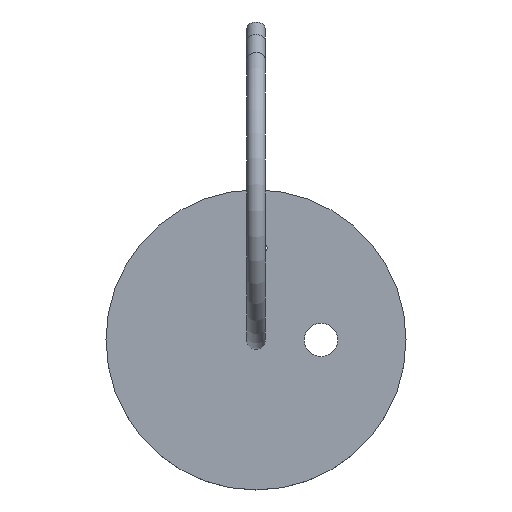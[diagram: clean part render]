
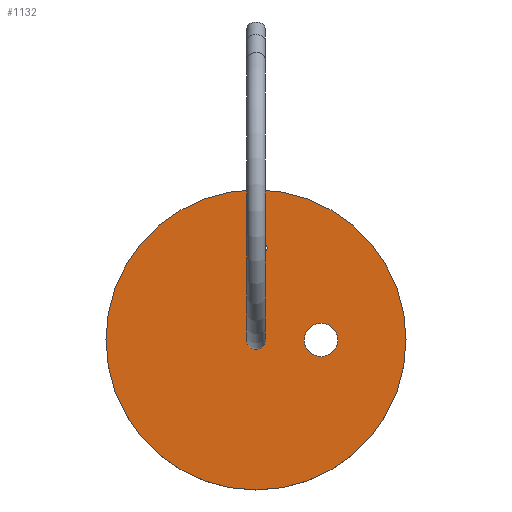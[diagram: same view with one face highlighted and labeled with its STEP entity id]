
A CAD part, top view. The second image highlights one B-rep face of the part: STEP entity #1132.
In plain terms, the highlighted planar face has unit normal (0, 0, 1).
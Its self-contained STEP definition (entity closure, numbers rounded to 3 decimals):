
#81=FACE_BOUND('',#280,.T.);
#82=FACE_BOUND('',#281,.T.);
#130=CIRCLE('',#1257,7.071);
#133=CIRCLE('',#1261,1.75);
#136=CIRCLE('',#1267,63.5);
#201=FACE_OUTER_BOUND('',#279,.T.);
#279=EDGE_LOOP('',(#1028));
#280=EDGE_LOOP('',(#1029));
#281=EDGE_LOOP('',(#1030));
#554=VERTEX_POINT('',#2015);
#557=VERTEX_POINT('',#2023);
#560=VERTEX_POINT('',#2034);
#707=EDGE_CURVE('',#554,#554,#130,.T.);
#712=EDGE_CURVE('',#557,#557,#133,.T.);
#716=EDGE_CURVE('',#560,#560,#136,.T.);
#1028=ORIENTED_EDGE('',*,*,#716,.T.);
#1029=ORIENTED_EDGE('',*,*,#707,.T.);
#1030=ORIENTED_EDGE('',*,*,#712,.T.);
#1067=PLANE('',#1269);
#1132=ADVANCED_FACE('',(#201,#81,#82),#1067,.T.);
#1257=AXIS2_PLACEMENT_3D('',#2016,#1590,#1591);
#1261=AXIS2_PLACEMENT_3D('',#2025,#1600,#1601);
#1267=AXIS2_PLACEMENT_3D('',#2035,#1613,#1614);
#1269=AXIS2_PLACEMENT_3D('',#2039,#1618,#1619);
#1590=DIRECTION('center_axis',(0.,0.,-1.));
#1591=DIRECTION('ref_axis',(-1.,0.,0.));
#1600=DIRECTION('center_axis',(0.,0.,-1.));
#1601=DIRECTION('ref_axis',(1.,0.,0.));
#1613=DIRECTION('center_axis',(0.,0.,1.));
#1614=DIRECTION('ref_axis',(-1.,0.,0.));
#1618=DIRECTION('center_axis',(0.,0.,1.));
#1619=DIRECTION('ref_axis',(-1.,0.,0.));
#2015=CARTESIAN_POINT('',(102.071,-60.,169.8));
#2016=CARTESIAN_POINT('Origin',(95.,-60.,169.8));
#2023=CARTESIAN_POINT('',(68.709,-21.08,169.8));
#2025=CARTESIAN_POINT('Origin',(70.459,-21.08,169.8));
#2034=CARTESIAN_POINT('',(131.,-60.,169.8));
#2035=CARTESIAN_POINT('Origin',(67.5,-60.,169.8));
#2039=CARTESIAN_POINT('Origin',(67.5,-60.,169.8));
